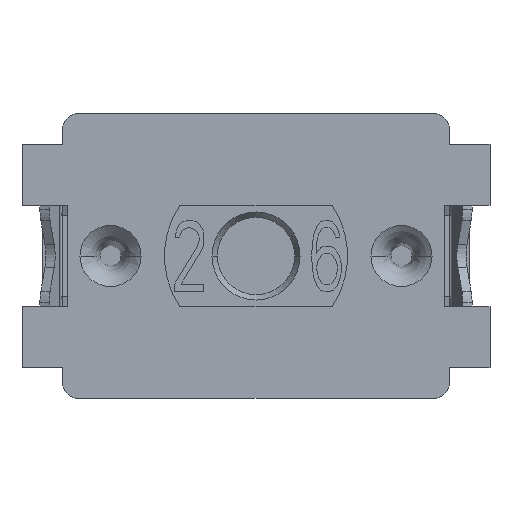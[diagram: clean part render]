
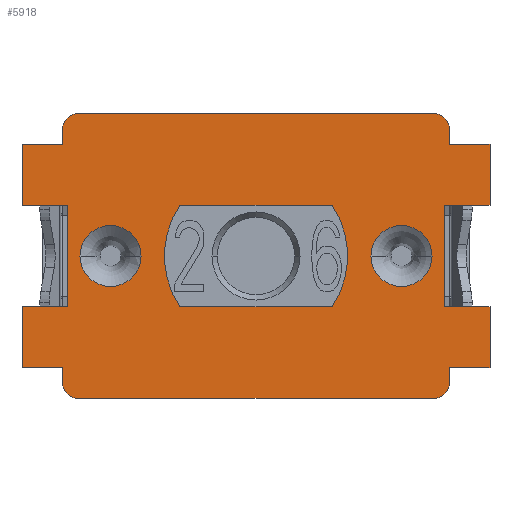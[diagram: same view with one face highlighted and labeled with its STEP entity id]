
A CAD part, front view. The second image highlights one B-rep face of the part: STEP entity #5918.
In plain terms, the highlighted planar face has unit normal (0, -1, 0).
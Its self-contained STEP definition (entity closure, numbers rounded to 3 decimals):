
#1=DIRECTION('',(1.,0.,0.));
#2=VECTOR('',#1,0.4);
#3=CARTESIAN_POINT('',(-2.3,0.,1.1));
#4=LINE('',#3,#2);
#5=DIRECTION('',(0.,0.,1.));
#6=VECTOR('',#5,0.15);
#7=CARTESIAN_POINT('',(-1.9,0.,1.1));
#8=LINE('',#7,#6);
#9=DIRECTION('',(1.,0.,0.));
#10=VECTOR('',#9,3.5);
#11=CARTESIAN_POINT('',(-1.75,0.,1.4));
#12=LINE('',#11,#10);
#13=DIRECTION('',(0.,0.,-1.));
#14=VECTOR('',#13,0.15);
#15=CARTESIAN_POINT('',(1.9,0.,1.25));
#16=LINE('',#15,#14);
#17=DIRECTION('',(1.,0.,0.));
#18=VECTOR('',#17,0.4);
#19=CARTESIAN_POINT('',(1.9,0.,1.1));
#20=LINE('',#19,#18);
#21=DIRECTION('',(0.,0.,1.));
#22=VECTOR('',#21,0.6);
#23=CARTESIAN_POINT('',(2.3,0.,0.5));
#24=LINE('',#23,#22);
#25=DIRECTION('',(-1.,0.,0.));
#26=VECTOR('',#25,0.4);
#27=CARTESIAN_POINT('',(2.3,0.,0.5));
#28=LINE('',#27,#26);
#29=DIRECTION('',(-1.,0.,0.));
#30=VECTOR('',#29,0.05);
#31=CARTESIAN_POINT('',(1.9,0.,0.5));
#32=LINE('',#31,#30);
#33=DIRECTION('',(0.,0.,-1.));
#34=VECTOR('',#33,1.);
#35=CARTESIAN_POINT('',(1.85,0.,0.5));
#36=LINE('',#35,#34);
#37=DIRECTION('',(1.,0.,0.));
#38=VECTOR('',#37,0.05);
#39=CARTESIAN_POINT('',(1.85,0.,-0.5));
#40=LINE('',#39,#38);
#41=DIRECTION('',(1.,0.,0.));
#42=VECTOR('',#41,0.4);
#43=CARTESIAN_POINT('',(1.9,0.,-0.5));
#44=LINE('',#43,#42);
#45=DIRECTION('',(0.,0.,1.));
#46=VECTOR('',#45,0.6);
#47=CARTESIAN_POINT('',(2.3,0.,-1.1));
#48=LINE('',#47,#46);
#49=DIRECTION('',(-1.,0.,0.));
#50=VECTOR('',#49,0.4);
#51=CARTESIAN_POINT('',(2.3,0.,-1.1));
#52=LINE('',#51,#50);
#53=DIRECTION('',(0.,0.,-1.));
#54=VECTOR('',#53,0.15);
#55=CARTESIAN_POINT('',(1.9,0.,-1.1));
#56=LINE('',#55,#54);
#57=DIRECTION('',(-1.,0.,0.));
#58=VECTOR('',#57,3.5);
#59=CARTESIAN_POINT('',(1.75,0.,-1.4));
#60=LINE('',#59,#58);
#61=DIRECTION('',(0.,0.,1.));
#62=VECTOR('',#61,0.15);
#63=CARTESIAN_POINT('',(-1.9,0.,-1.25));
#64=LINE('',#63,#62);
#65=DIRECTION('',(-1.,0.,0.));
#66=VECTOR('',#65,0.4);
#67=CARTESIAN_POINT('',(-1.9,0.,-1.1));
#68=LINE('',#67,#66);
#69=DIRECTION('',(0.,0.,1.));
#70=VECTOR('',#69,0.6);
#71=CARTESIAN_POINT('',(-2.3,0.,-1.1));
#72=LINE('',#71,#70);
#73=DIRECTION('',(1.,0.,0.));
#74=VECTOR('',#73,0.4);
#75=CARTESIAN_POINT('',(-2.3,0.,-0.5));
#76=LINE('',#75,#74);
#77=DIRECTION('',(1.,0.,0.));
#78=VECTOR('',#77,0.05);
#79=CARTESIAN_POINT('',(-1.9,0.,-0.5));
#80=LINE('',#79,#78);
#81=DIRECTION('',(0.,0.,1.));
#82=VECTOR('',#81,1.);
#83=CARTESIAN_POINT('',(-1.85,0.,-0.5));
#84=LINE('',#83,#82);
#85=DIRECTION('',(-1.,0.,0.));
#86=VECTOR('',#85,0.05);
#87=CARTESIAN_POINT('',(-1.85,0.,0.5));
#88=LINE('',#87,#86);
#89=DIRECTION('',(-1.,0.,0.));
#90=VECTOR('',#89,0.4);
#91=CARTESIAN_POINT('',(-1.9,0.,0.5));
#92=LINE('',#91,#90);
#93=DIRECTION('',(0.,0.,1.));
#94=VECTOR('',#93,0.6);
#95=CARTESIAN_POINT('',(-2.3,0.,0.5));
#96=LINE('',#95,#94);
#97=CARTESIAN_POINT('',(-1.43,0.,0.));
#98=DIRECTION('',(0.,1.,0.));
#99=DIRECTION('',(1.,0.,0.));
#100=AXIS2_PLACEMENT_3D('',#97,#98,#99);
#102=CARTESIAN_POINT('',(-1.43,0.,0.));
#103=DIRECTION('',(0.,1.,0.));
#104=DIRECTION('',(-1.,0.,0.));
#105=AXIS2_PLACEMENT_3D('',#102,#103,#104);
#107=CARTESIAN_POINT('',(1.43,0.,0.));
#108=DIRECTION('',(0.,-1.,0.));
#109=DIRECTION('',(-1.,0.,0.));
#110=AXIS2_PLACEMENT_3D('',#107,#108,#109);
#112=CARTESIAN_POINT('',(1.43,0.,0.));
#113=DIRECTION('',(0.,-1.,0.));
#114=DIRECTION('',(1.,0.,0.));
#115=AXIS2_PLACEMENT_3D('',#112,#113,#114);
#117=CARTESIAN_POINT('',(0.,0.,0.));
#118=DIRECTION('',(0.,-1.,0.));
#119=DIRECTION('',(0.831,0.,-0.556));
#120=AXIS2_PLACEMENT_3D('',#117,#118,#119);
#122=DIRECTION('',(-1.,0.,0.));
#123=VECTOR('',#122,1.497);
#124=CARTESIAN_POINT('',(0.748,0.,0.5));
#125=LINE('',#124,#123);
#126=CARTESIAN_POINT('',(0.,0.,0.));
#127=DIRECTION('',(0.,-1.,0.));
#128=DIRECTION('',(-0.831,0.,0.556));
#129=AXIS2_PLACEMENT_3D('',#126,#127,#128);
#131=DIRECTION('',(1.,0.,0.));
#132=VECTOR('',#131,1.497);
#133=CARTESIAN_POINT('',(-0.748,0.,-0.5));
#134=LINE('',#133,#132);
#1851=CARTESIAN_POINT('',(1.75,0.,-1.25));
#1852=DIRECTION('',(0.,-1.,0.));
#1853=DIRECTION('',(0.,0.,-1.));
#1854=AXIS2_PLACEMENT_3D('',#1851,#1852,#1853);
#1937=CARTESIAN_POINT('',(1.75,0.,1.25));
#1938=DIRECTION('',(0.,-1.,0.));
#1939=DIRECTION('',(1.,0.,0.));
#1940=AXIS2_PLACEMENT_3D('',#1937,#1938,#1939);
#1955=CARTESIAN_POINT('',(-1.75,0.,1.25));
#1956=DIRECTION('',(0.,-1.,0.));
#1957=DIRECTION('',(0.,0.,1.));
#1958=AXIS2_PLACEMENT_3D('',#1955,#1956,#1957);
#2001=CARTESIAN_POINT('',(-1.75,0.,-1.25));
#2002=DIRECTION('',(0.,-1.,0.));
#2003=DIRECTION('',(-1.,0.,0.));
#2004=AXIS2_PLACEMENT_3D('',#2001,#2002,#2003);
#4531=CARTESIAN_POINT('',(-2.3,0.,-1.1));
#4532=CARTESIAN_POINT('',(-2.3,0.,-0.5));
#4533=VERTEX_POINT('',#4531);
#4534=VERTEX_POINT('',#4532);
#4535=CARTESIAN_POINT('',(-2.3,0.,0.5));
#4536=CARTESIAN_POINT('',(-2.3,0.,1.1));
#4537=VERTEX_POINT('',#4535);
#4538=VERTEX_POINT('',#4536);
#4539=CARTESIAN_POINT('',(2.3,0.,-1.1));
#4540=CARTESIAN_POINT('',(2.3,0.,-0.5));
#4541=VERTEX_POINT('',#4539);
#4542=VERTEX_POINT('',#4540);
#4543=CARTESIAN_POINT('',(2.3,0.,0.5));
#4544=CARTESIAN_POINT('',(2.3,0.,1.1));
#4545=VERTEX_POINT('',#4543);
#4546=VERTEX_POINT('',#4544);
#4600=CARTESIAN_POINT('',(1.75,0.,-1.4));
#4602=VERTEX_POINT('',#4600);
#4604=CARTESIAN_POINT('',(1.9,0.,-1.25));
#4606=VERTEX_POINT('',#4604);
#4608=CARTESIAN_POINT('',(1.9,0.,1.25));
#4610=VERTEX_POINT('',#4608);
#4612=CARTESIAN_POINT('',(1.75,0.,1.4));
#4614=VERTEX_POINT('',#4612);
#4616=CARTESIAN_POINT('',(-1.75,0.,1.4));
#4618=VERTEX_POINT('',#4616);
#4620=CARTESIAN_POINT('',(-1.9,0.,1.25));
#4622=VERTEX_POINT('',#4620);
#4624=CARTESIAN_POINT('',(-1.9,0.,-1.25));
#4626=VERTEX_POINT('',#4624);
#4628=CARTESIAN_POINT('',(-1.75,0.,-1.4));
#4630=VERTEX_POINT('',#4628);
#4643=CARTESIAN_POINT('',(1.85,0.,0.5));
#4644=VERTEX_POINT('',#4643);
#4645=CARTESIAN_POINT('',(1.85,0.,-0.5));
#4646=VERTEX_POINT('',#4645);
#4647=CARTESIAN_POINT('',(-1.85,0.,-0.5));
#4648=VERTEX_POINT('',#4647);
#4649=CARTESIAN_POINT('',(-1.85,0.,0.5));
#4650=VERTEX_POINT('',#4649);
#4652=CARTESIAN_POINT('',(1.13,0.,0.));
#4654=VERTEX_POINT('',#4652);
#4656=CARTESIAN_POINT('',(1.73,0.,0.));
#4658=VERTEX_POINT('',#4656);
#4659=CARTESIAN_POINT('',(-1.13,0.,0.));
#4661=VERTEX_POINT('',#4659);
#4663=CARTESIAN_POINT('',(-1.73,0.,0.));
#4665=VERTEX_POINT('',#4663);
#4683=CARTESIAN_POINT('',(0.748,0.,-0.5));
#4684=VERTEX_POINT('',#4683);
#4685=CARTESIAN_POINT('',(0.748,0.,0.5));
#4686=VERTEX_POINT('',#4685);
#4687=CARTESIAN_POINT('',(-0.748,0.,0.5));
#4688=VERTEX_POINT('',#4687);
#4689=CARTESIAN_POINT('',(-0.748,0.,-0.5));
#4690=VERTEX_POINT('',#4689);
#5103=CARTESIAN_POINT('',(-1.9,0.,1.1));
#5104=VERTEX_POINT('',#5103);
#5105=CARTESIAN_POINT('',(1.9,0.,1.1));
#5106=VERTEX_POINT('',#5105);
#5107=CARTESIAN_POINT('',(-1.9,0.,-1.1));
#5108=VERTEX_POINT('',#5107);
#5109=CARTESIAN_POINT('',(1.9,0.,0.5));
#5110=VERTEX_POINT('',#5109);
#5111=CARTESIAN_POINT('',(1.9,0.,-0.5));
#5112=VERTEX_POINT('',#5111);
#5113=CARTESIAN_POINT('',(-1.9,0.,-0.5));
#5114=VERTEX_POINT('',#5113);
#5115=CARTESIAN_POINT('',(-1.9,0.,0.5));
#5116=VERTEX_POINT('',#5115);
#5125=CARTESIAN_POINT('',(1.9,0.,-1.1));
#5126=VERTEX_POINT('',#5125);
#5833=CARTESIAN_POINT('',(0.,0.,0.));
#5834=DIRECTION('',(0.,-1.,0.));
#5835=DIRECTION('',(1.,0.,0.));
#5836=AXIS2_PLACEMENT_3D('',#5833,#5834,#5835);
#5837=PLANE('',#5836);
#5839=ORIENTED_EDGE('',*,*,#5838,.T.);
#5841=ORIENTED_EDGE('',*,*,#5840,.T.);
#5843=ORIENTED_EDGE('',*,*,#5842,.F.);
#5845=ORIENTED_EDGE('',*,*,#5844,.T.);
#5847=ORIENTED_EDGE('',*,*,#5846,.F.);
#5849=ORIENTED_EDGE('',*,*,#5848,.T.);
#5851=ORIENTED_EDGE('',*,*,#5850,.T.);
#5853=ORIENTED_EDGE('',*,*,#5852,.F.);
#5855=ORIENTED_EDGE('',*,*,#5854,.T.);
#5857=ORIENTED_EDGE('',*,*,#5856,.T.);
#5859=ORIENTED_EDGE('',*,*,#5858,.T.);
#5861=ORIENTED_EDGE('',*,*,#5860,.T.);
#5863=ORIENTED_EDGE('',*,*,#5862,.T.);
#5865=ORIENTED_EDGE('',*,*,#5864,.F.);
#5867=ORIENTED_EDGE('',*,*,#5866,.T.);
#5869=ORIENTED_EDGE('',*,*,#5868,.T.);
#5871=ORIENTED_EDGE('',*,*,#5870,.F.);
#5873=ORIENTED_EDGE('',*,*,#5872,.T.);
#5875=ORIENTED_EDGE('',*,*,#5874,.F.);
#5877=ORIENTED_EDGE('',*,*,#5876,.T.);
#5879=ORIENTED_EDGE('',*,*,#5878,.T.);
#5881=ORIENTED_EDGE('',*,*,#5880,.T.);
#5883=ORIENTED_EDGE('',*,*,#5882,.T.);
#5885=ORIENTED_EDGE('',*,*,#5884,.T.);
#5887=ORIENTED_EDGE('',*,*,#5886,.T.);
#5889=ORIENTED_EDGE('',*,*,#5888,.T.);
#5891=ORIENTED_EDGE('',*,*,#5890,.T.);
#5893=ORIENTED_EDGE('',*,*,#5892,.T.);
#5894=EDGE_LOOP('',(#5839,#5841,#5843,#5845,#5847,#5849,#5851,#5853,#5855,#5857,
#5859,#5861,#5863,#5865,#5867,#5869,#5871,#5873,#5875,#5877,#5879,#5881,#5883,
#5885,#5887,#5889,#5891,#5893));
#5895=FACE_OUTER_BOUND('',#5894,.F.);
#5897=ORIENTED_EDGE('',*,*,#5896,.F.);
#5899=ORIENTED_EDGE('',*,*,#5898,.F.);
#5900=EDGE_LOOP('',(#5897,#5899));
#5901=FACE_BOUND('',#5900,.F.);
#5903=ORIENTED_EDGE('',*,*,#5902,.T.);
#5905=ORIENTED_EDGE('',*,*,#5904,.T.);
#5906=EDGE_LOOP('',(#5903,#5905));
#5907=FACE_BOUND('',#5906,.F.);
#5909=ORIENTED_EDGE('',*,*,#5908,.T.);
#5911=ORIENTED_EDGE('',*,*,#5910,.T.);
#5913=ORIENTED_EDGE('',*,*,#5912,.T.);
#5915=ORIENTED_EDGE('',*,*,#5914,.T.);
#5916=EDGE_LOOP('',(#5909,#5911,#5913,#5915));
#5917=FACE_BOUND('',#5916,.F.);
#5918=ADVANCED_FACE('',(#5895,#5901,#5907,#5917),#5837,.T.);
#101=CIRCLE('',#100,0.3);
#106=CIRCLE('',#105,0.3);
#111=CIRCLE('',#110,0.3);
#116=CIRCLE('',#115,0.3);
#121=CIRCLE('',#120,0.9);
#130=CIRCLE('',#129,0.9);
#1855=CIRCLE('',#1854,0.15);
#1941=CIRCLE('',#1940,0.15);
#1959=CIRCLE('',#1958,0.15);
#2005=CIRCLE('',#2004,0.15);
#5838=EDGE_CURVE('',#4538,#5104,#4,.T.);
#5840=EDGE_CURVE('',#5104,#4622,#8,.T.);
#5842=EDGE_CURVE('',#4618,#4622,#1959,.T.);
#5844=EDGE_CURVE('',#4618,#4614,#12,.T.);
#5846=EDGE_CURVE('',#4610,#4614,#1941,.T.);
#5848=EDGE_CURVE('',#4610,#5106,#16,.T.);
#5850=EDGE_CURVE('',#5106,#4546,#20,.T.);
#5852=EDGE_CURVE('',#4545,#4546,#24,.T.);
#5854=EDGE_CURVE('',#4545,#5110,#28,.T.);
#5856=EDGE_CURVE('',#5110,#4644,#32,.T.);
#5858=EDGE_CURVE('',#4644,#4646,#36,.T.);
#5860=EDGE_CURVE('',#4646,#5112,#40,.T.);
#5862=EDGE_CURVE('',#5112,#4542,#44,.T.);
#5864=EDGE_CURVE('',#4541,#4542,#48,.T.);
#5866=EDGE_CURVE('',#4541,#5126,#52,.T.);
#5868=EDGE_CURVE('',#5126,#4606,#56,.T.);
#5870=EDGE_CURVE('',#4602,#4606,#1855,.T.);
#5872=EDGE_CURVE('',#4602,#4630,#60,.T.);
#5874=EDGE_CURVE('',#4626,#4630,#2005,.T.);
#5876=EDGE_CURVE('',#4626,#5108,#64,.T.);
#5878=EDGE_CURVE('',#5108,#4533,#68,.T.);
#5880=EDGE_CURVE('',#4533,#4534,#72,.T.);
#5882=EDGE_CURVE('',#4534,#5114,#76,.T.);
#5884=EDGE_CURVE('',#5114,#4648,#80,.T.);
#5886=EDGE_CURVE('',#4648,#4650,#84,.T.);
#5888=EDGE_CURVE('',#4650,#5116,#88,.T.);
#5890=EDGE_CURVE('',#5116,#4537,#92,.T.);
#5892=EDGE_CURVE('',#4537,#4538,#96,.T.);
#5896=EDGE_CURVE('',#4661,#4665,#101,.T.);
#5898=EDGE_CURVE('',#4665,#4661,#106,.T.);
#5902=EDGE_CURVE('',#4654,#4658,#111,.T.);
#5904=EDGE_CURVE('',#4658,#4654,#116,.T.);
#5908=EDGE_CURVE('',#4684,#4686,#121,.T.);
#5910=EDGE_CURVE('',#4686,#4688,#125,.T.);
#5912=EDGE_CURVE('',#4688,#4690,#130,.T.);
#5914=EDGE_CURVE('',#4690,#4684,#134,.T.);
